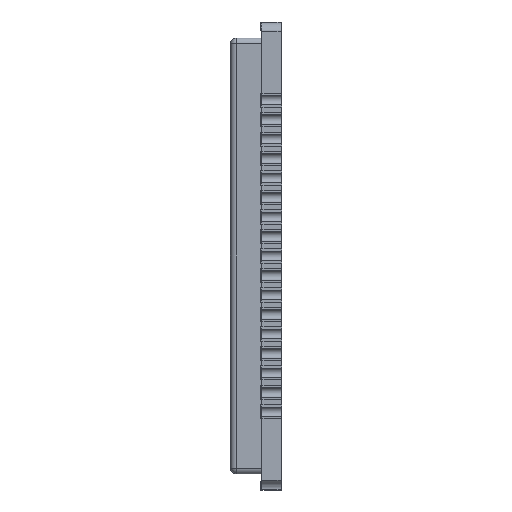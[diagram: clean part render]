
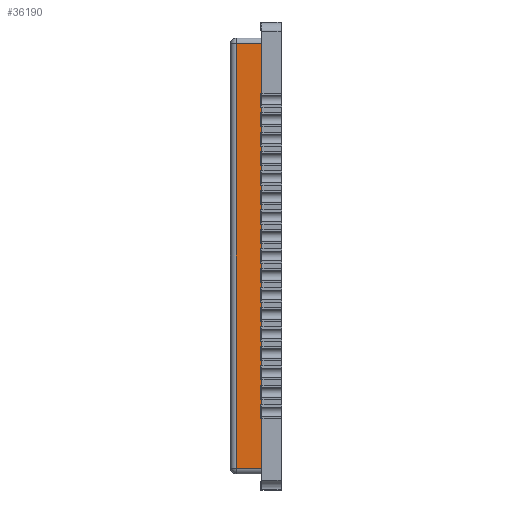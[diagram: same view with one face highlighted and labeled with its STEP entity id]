
A CAD part, left-side view. The second image highlights one B-rep face of the part: STEP entity #36190.
In plain terms, the highlighted planar face has unit normal (-1, 0, 0).
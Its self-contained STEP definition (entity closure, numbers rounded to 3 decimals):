
#35980 = VERTEX_POINT('',#35981);
#35981 = CARTESIAN_POINT('',(-11.18,2.3,10.88));
#36013 = VERTEX_POINT('',#36014);
#36014 = CARTESIAN_POINT('',(-11.18,1.,10.88));
#36030 = EDGE_CURVE('',#35980,#36013,#36031,.T.);
#36031 = LINE('',#36032,#36033);
#36032 = CARTESIAN_POINT('',(-11.18,1.,10.88));
#36033 = VECTOR('',#36034,1.);
#36034 = DIRECTION('',(0.,-1.,0.));
#36071 = VERTEX_POINT('',#36072);
#36072 = CARTESIAN_POINT('',(-11.18,2.3,-10.88));
#36097 = VERTEX_POINT('',#36098);
#36098 = CARTESIAN_POINT('',(-11.18,1.,-10.88));
#36105 = EDGE_CURVE('',#36097,#36071,#36106,.T.);
#36106 = LINE('',#36107,#36108);
#36107 = CARTESIAN_POINT('',(-11.18,1.,-10.88));
#36108 = VECTOR('',#36109,1.);
#36109 = DIRECTION('',(0.,1.,0.));
#36129 = EDGE_CURVE('',#36071,#35980,#36130,.T.);
#36130 = LINE('',#36131,#36132);
#36131 = CARTESIAN_POINT('',(-11.18,2.3,-5.59));
#36132 = VECTOR('',#36133,1.);
#36133 = DIRECTION('',(0.,0.,1.));
#36190 = ADVANCED_FACE('',(#36191),#36202,.T.);
#36191 = FACE_BOUND('',#36192,.T.);
#36192 = EDGE_LOOP('',(#36193,#36194,#36195,#36196));
#36193 = ORIENTED_EDGE('',*,*,#36030,.F.);
#36194 = ORIENTED_EDGE('',*,*,#36129,.F.);
#36195 = ORIENTED_EDGE('',*,*,#36105,.F.);
#36196 = ORIENTED_EDGE('',*,*,#36197,.F.);
#36197 = EDGE_CURVE('',#36013,#36097,#36198,.T.);
#36198 = LINE('',#36199,#36200);
#36199 = CARTESIAN_POINT('',(-11.18,1.,11.18));
#36200 = VECTOR('',#36201,1.);
#36201 = DIRECTION('',(0.,0.,-1.));
#36202 = PLANE('',#36203);
#36203 = AXIS2_PLACEMENT_3D('',#36204,#36205,#36206);
#36204 = CARTESIAN_POINT('',(-11.18,1.,-11.18));
#36205 = DIRECTION('',(-1.,0.,0.));
#36206 = DIRECTION('',(0.,0.,1.));
